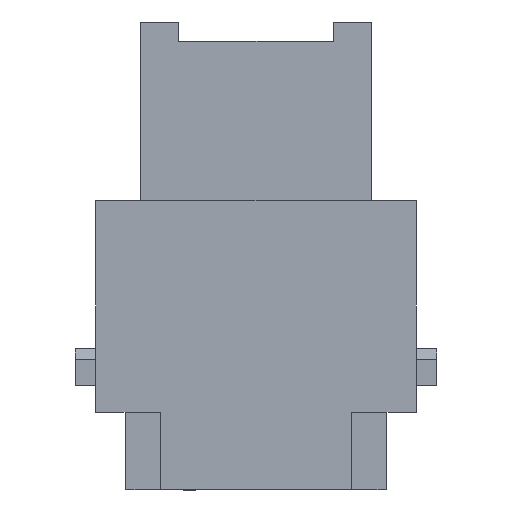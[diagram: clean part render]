
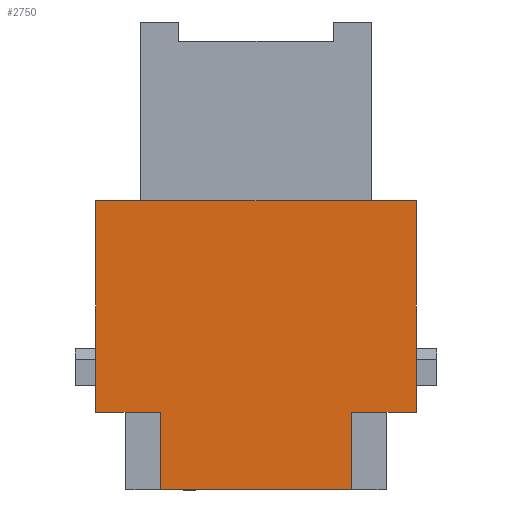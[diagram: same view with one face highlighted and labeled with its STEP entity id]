
A CAD part, left-side view. The second image highlights one B-rep face of the part: STEP entity #2750.
In plain terms, the highlighted planar face has unit normal (-1, 0, 0).
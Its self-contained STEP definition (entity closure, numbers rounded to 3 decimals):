
#2750=ADVANCED_FACE('',(#3576),#3177,.T.);
#3177=PLANE('',#12367);
#3576=FACE_OUTER_BOUND('',#4006,.T.);
#4006=EDGE_LOOP('',(#4932,#4933,#4934,#4935,#4936,#4937,#4938,#4939));
#4932=ORIENTED_EDGE('',*,*,#8028,.T.);
#4933=ORIENTED_EDGE('',*,*,#8029,.T.);
#4934=ORIENTED_EDGE('',*,*,#8030,.F.);
#4935=ORIENTED_EDGE('',*,*,#8031,.F.);
#4936=ORIENTED_EDGE('',*,*,#8026,.T.);
#4937=ORIENTED_EDGE('',*,*,#8032,.T.);
#4938=ORIENTED_EDGE('',*,*,#8011,.T.);
#4939=ORIENTED_EDGE('',*,*,#8033,.F.);
#7123=VERTEX_POINT('',#15927);
#7124=VERTEX_POINT('',#15929);
#7135=VERTEX_POINT('',#15960);
#7136=VERTEX_POINT('',#15962);
#7137=VERTEX_POINT('',#15966);
#7138=VERTEX_POINT('',#15967);
#7139=VERTEX_POINT('',#15969);
#7140=VERTEX_POINT('',#15971);
#8011=EDGE_CURVE('',#7123,#7124,#9641,.T.);
#8026=EDGE_CURVE('',#7136,#7135,#9656,.T.);
#8028=EDGE_CURVE('',#7137,#7138,#9658,.T.);
#8029=EDGE_CURVE('',#7138,#7139,#9659,.T.);
#8030=EDGE_CURVE('',#7140,#7139,#9660,.T.);
#8031=EDGE_CURVE('',#7136,#7140,#9661,.T.);
#8032=EDGE_CURVE('',#7135,#7123,#9662,.T.);
#8033=EDGE_CURVE('',#7137,#7124,#9663,.T.);
#9641=LINE('',#15930,#10840);
#9656=LINE('',#15961,#10855);
#9658=LINE('',#15965,#10857);
#9659=LINE('',#15968,#10858);
#9660=LINE('',#15970,#10859);
#9661=LINE('',#15972,#10860);
#9662=LINE('',#15973,#10861);
#9663=LINE('',#15974,#10862);
#10840=VECTOR('',#13424,1.);
#10855=VECTOR('',#13449,1.);
#10857=VECTOR('',#13453,1.);
#10858=VECTOR('',#13454,1.);
#10859=VECTOR('',#13455,1.);
#10860=VECTOR('',#13456,1.);
#10861=VECTOR('',#13457,1.);
#10862=VECTOR('',#13458,1.);
#12367=AXIS2_PLACEMENT_3D('',#15975,#13459,#13460);
#13424=DIRECTION('',(0.,0.,1.));
#13449=DIRECTION('',(0.,0.,-1.));
#13453=DIRECTION('',(0.,0.,1.));
#13454=DIRECTION('',(0.,1.,0.));
#13455=DIRECTION('',(0.,0.,1.));
#13456=DIRECTION('',(0.,1.,0.));
#13457=DIRECTION('',(0.,-1.,0.));
#13458=DIRECTION('',(0.,1.,0.));
#13459=DIRECTION('',(-1.,0.,0.));
#13460=DIRECTION('',(0.,-1.,0.));
#15927=CARTESIAN_POINT('',(-7.325,-9.05,-9.85));
#15929=CARTESIAN_POINT('',(-7.325,-9.05,-2.5));
#15930=CARTESIAN_POINT('',(-7.325,-9.05,-9.85));
#15960=CARTESIAN_POINT('',(-7.325,9.05,-9.85));
#15961=CARTESIAN_POINT('',(-7.325,9.05,-2.5));
#15962=CARTESIAN_POINT('',(-7.325,9.05,-2.5));
#15965=CARTESIAN_POINT('',(-7.325,-15.15,-2.5));
#15966=CARTESIAN_POINT('',(-7.325,-15.15,-2.5));
#15967=CARTESIAN_POINT('',(-7.325,-15.15,17.5));
#15968=CARTESIAN_POINT('',(-7.325,15.908,17.5));
#15969=CARTESIAN_POINT('',(-7.325,15.15,17.5));
#15970=CARTESIAN_POINT('',(-7.325,15.15,-2.5));
#15971=CARTESIAN_POINT('',(-7.325,15.15,-2.5));
#15972=CARTESIAN_POINT('',(-7.325,9.05,-2.5));
#15973=CARTESIAN_POINT('',(-7.325,9.05,-9.85));
#15974=CARTESIAN_POINT('',(-7.325,-15.15,-2.5));
#15975=CARTESIAN_POINT('',(-7.325,15.25,-12.05));
